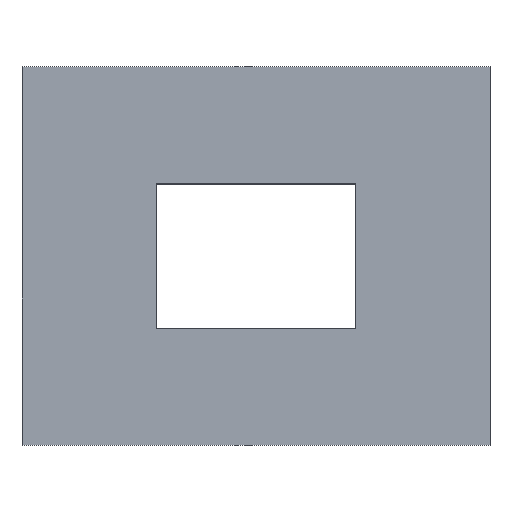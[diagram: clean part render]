
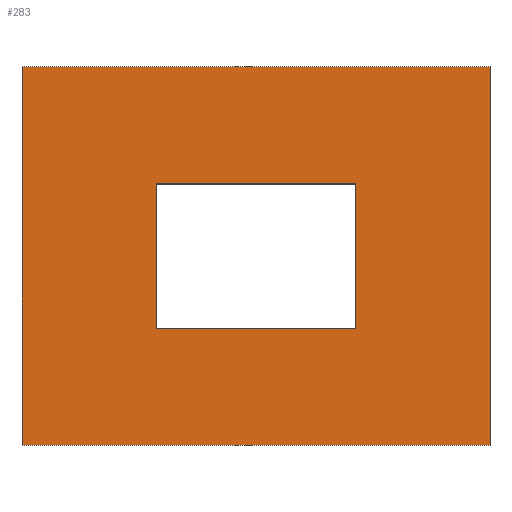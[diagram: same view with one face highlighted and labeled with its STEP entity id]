
A CAD part, top view. The second image highlights one B-rep face of the part: STEP entity #283.
In plain terms, the highlighted planar face has unit normal (0, 0, 1).
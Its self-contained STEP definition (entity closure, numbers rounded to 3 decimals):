
#16=FACE_BOUND('',#48,.T.);
#31=FACE_OUTER_BOUND('',#47,.T.);
#47=EDGE_LOOP('',(#239,#240,#241,#242));
#48=EDGE_LOOP('',(#243,#244,#245,#246));
#58=LINE('',#389,#94);
#62=LINE('',#397,#98);
#65=LINE('',#403,#101);
#68=LINE('',#408,#104);
#75=LINE('',#423,#111);
#79=LINE('',#431,#115);
#82=LINE('',#437,#118);
#85=LINE('',#442,#121);
#94=VECTOR('',#317,10.);
#98=VECTOR('',#323,10.);
#101=VECTOR('',#328,10.);
#104=VECTOR('',#333,10.);
#111=VECTOR('',#348,10.);
#115=VECTOR('',#354,10.);
#118=VECTOR('',#359,10.);
#121=VECTOR('',#364,10.);
#129=VERTEX_POINT('',#387);
#130=VERTEX_POINT('',#388);
#133=VERTEX_POINT('',#396);
#135=VERTEX_POINT('',#402);
#139=VERTEX_POINT('',#421);
#140=VERTEX_POINT('',#422);
#143=VERTEX_POINT('',#430);
#145=VERTEX_POINT('',#436);
#154=EDGE_CURVE('',#129,#130,#58,.T.);
#158=EDGE_CURVE('',#133,#129,#62,.T.);
#161=EDGE_CURVE('',#135,#133,#65,.T.);
#164=EDGE_CURVE('',#130,#135,#68,.T.);
#171=EDGE_CURVE('',#139,#140,#75,.T.);
#175=EDGE_CURVE('',#140,#143,#79,.T.);
#178=EDGE_CURVE('',#143,#145,#82,.T.);
#181=EDGE_CURVE('',#145,#139,#85,.T.);
#239=ORIENTED_EDGE('',*,*,#181,.T.);
#240=ORIENTED_EDGE('',*,*,#171,.T.);
#241=ORIENTED_EDGE('',*,*,#175,.T.);
#242=ORIENTED_EDGE('',*,*,#178,.T.);
#243=ORIENTED_EDGE('',*,*,#164,.F.);
#244=ORIENTED_EDGE('',*,*,#154,.F.);
#245=ORIENTED_EDGE('',*,*,#158,.F.);
#246=ORIENTED_EDGE('',*,*,#161,.F.);
#268=PLANE('',#300);
#283=ADVANCED_FACE('',(#31,#16),#268,.T.);
#300=AXIS2_PLACEMENT_3D('',#444,#366,#367);
#317=DIRECTION('',(0.,-1.,0.));
#323=DIRECTION('',(-1.,0.,0.));
#328=DIRECTION('',(0.,1.,0.));
#333=DIRECTION('',(1.,0.,0.));
#348=DIRECTION('',(-1.,0.,0.));
#354=DIRECTION('',(0.,-1.,0.));
#359=DIRECTION('',(1.,0.,0.));
#364=DIRECTION('',(0.,1.,0.));
#366=DIRECTION('center_axis',(0.,0.,1.));
#367=DIRECTION('ref_axis',(1.,0.,0.));
#387=CARTESIAN_POINT('',(84.55,-100.662,0.));
#388=CARTESIAN_POINT('',(84.55,-102.112,0.));
#389=CARTESIAN_POINT('',(84.55,-100.662,0.));
#396=CARTESIAN_POINT('',(86.55,-100.662,0.));
#397=CARTESIAN_POINT('',(86.55,-100.662,0.));
#402=CARTESIAN_POINT('',(86.55,-102.112,0.));
#403=CARTESIAN_POINT('',(86.55,-102.112,0.));
#408=CARTESIAN_POINT('',(84.55,-102.112,0.));
#421=CARTESIAN_POINT('',(87.9,-99.487,0.));
#422=CARTESIAN_POINT('',(83.2,-99.487,0.));
#423=CARTESIAN_POINT('',(87.9,-99.487,0.));
#430=CARTESIAN_POINT('',(83.2,-103.287,0.));
#431=CARTESIAN_POINT('',(83.2,-99.487,0.));
#436=CARTESIAN_POINT('',(87.9,-103.287,0.));
#437=CARTESIAN_POINT('',(83.2,-103.287,0.));
#442=CARTESIAN_POINT('',(87.9,-103.287,0.));
#444=CARTESIAN_POINT('Origin',(94.025,-102.168,0.));
